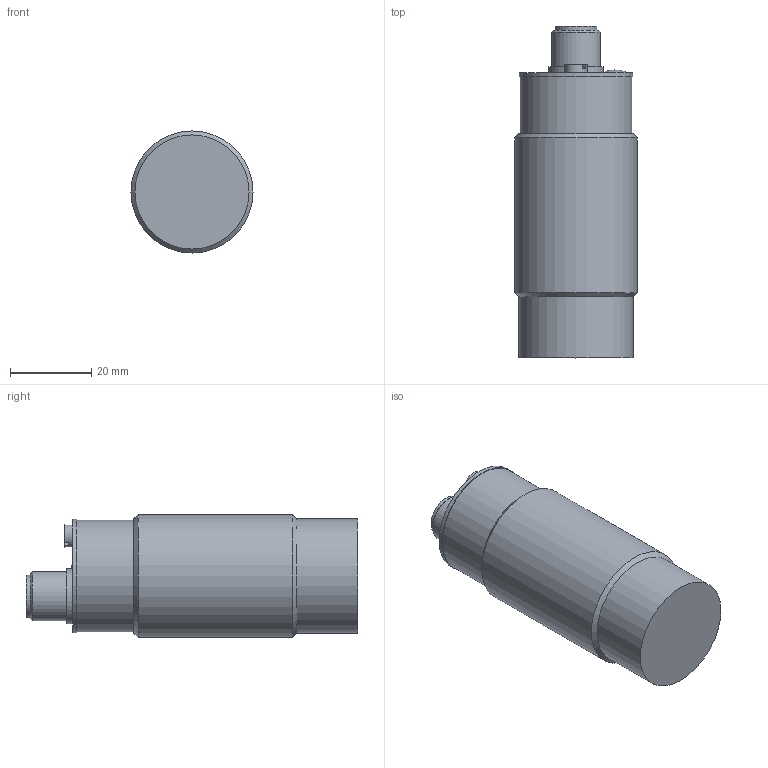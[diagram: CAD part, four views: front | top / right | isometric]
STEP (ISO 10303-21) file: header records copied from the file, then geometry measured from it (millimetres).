
FILE_DESCRIPTION(/* description */ (''),/* implementation_level */ '2;1');
FILE_NAME(/* name */ 'KA0467_Shrinkwrap_1.stp',/* time_stamp */ '2022-01-20T08:30:20+01:00',/* author */ ('Krieger Anja'),/* organization */ (''),/* preprocessor_version */ 'ST-DEVELOPER v18.1',/* originating_system */ 'Autodesk Inventor 2021',/* authorisation */ '');
FILE_SCHEMA (('AUTOMOTIVE_DESIGN { 1 0 10303 214 3 1 1 }'));
Length unit declared in the file: millimetre
Products named in the file (1): KA0864_Shrinkwrap_1
Bounding box: 30 x 81.5 x 30 mm (x, y, z)
Volume: 11707.5 mm3; surface area: 18724.1 mm2
Topology: 11 solids, 11 shells, 94 faces, 179 edges, 119 vertices
Faces by surface type: cylinder 41, plane 38, cone 7, sphere 4, torus 3, bspline 1
Full cylindrical faces by diameter (mm): 1 x8, 2.6 x1, 3 x3, 5.1 x1, 5.5 x1, 5.85 x2, 6 x1, 8 x1, 8.4 x1, 9.5 x2, 9.7 x1, 10.3 x1, 12 x2, 12.1 x1, 13.5 x1, 14.1 x1, 26 x2, 26.2 x3, 27 x1, 27.5 x2, 27.8 x1, 28 x1, 30 x1
Entity records: 2652 total; most frequent: DIRECTION 480, CARTESIAN_POINT 414, ORIENTED_EDGE 348, AXIS2_PLACEMENT_3D 212, EDGE_CURVE 174, EDGE_LOOP 129, VERTEX_POINT 119, CIRCLE 118
